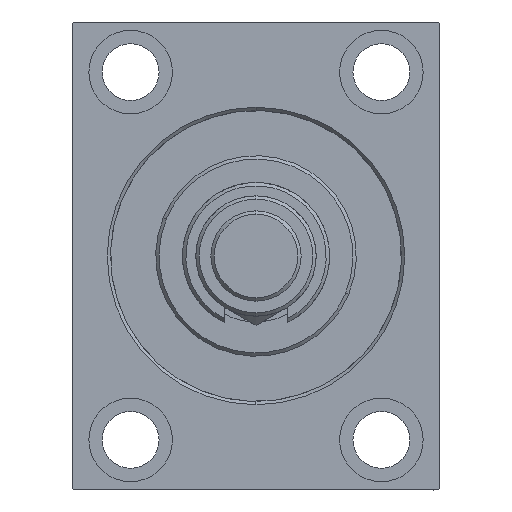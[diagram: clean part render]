
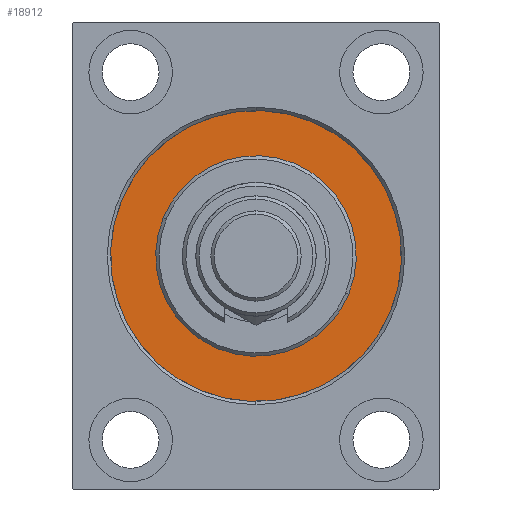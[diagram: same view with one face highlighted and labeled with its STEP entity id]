
A CAD part, left-side view. The second image highlights one B-rep face of the part: STEP entity #18912.
In plain terms, the highlighted face is planar.
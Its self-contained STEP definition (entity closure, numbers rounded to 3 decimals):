
#269 = DIRECTION ( 'NONE',  ( 1., 0., 0. ) ) ;
#1236 = PLANE ( 'NONE',  #14433 ) ;
#4448 = CIRCLE ( 'NONE', #43619, 43.5 ) ;
#6161 = DIRECTION ( 'NONE',  ( -1., 0., 0. ) ) ;
#7725 = CARTESIAN_POINT ( 'NONE',  ( 0., 0., -43.5 ) ) ;
#8315 = EDGE_CURVE ( 'NONE', #39358, #27225, #4448, .T. ) ;
#8323 = FACE_OUTER_BOUND ( 'NONE', #41813, .T. ) ;
#8738 = VERTEX_POINT ( 'NONE', #8996 ) ;
#8996 = CARTESIAN_POINT ( 'NONE',  ( 0., 0., 30. ) ) ;
#9498 = DIRECTION ( 'NONE',  ( -1., 0., 0. ) ) ;
#9934 = ORIENTED_EDGE ( 'NONE', *, *, #34080, .F. ) ;
#10392 = EDGE_CURVE ( 'NONE', #18051, #8738, #33098, .T. ) ;
#14433 = AXIS2_PLACEMENT_3D ( 'NONE', #42524, #9498, #38516 ) ;
#15311 = ORIENTED_EDGE ( 'NONE', *, *, #27067, .F. ) ;
#17667 = CIRCLE ( 'NONE', #44053, 30. ) ;
#18051 = VERTEX_POINT ( 'NONE', #38738 ) ;
#18456 = CARTESIAN_POINT ( 'NONE',  ( 0., 0., 0. ) ) ;
#18883 = DIRECTION ( 'NONE',  ( 1., 0., 0. ) ) ;
#18912 = ADVANCED_FACE ( 'NONE', ( #40659, #8323 ), #1236, .F. ) ;
#23366 = DIRECTION ( 'NONE',  ( 0., 0., -1. ) ) ;
#27067 = EDGE_CURVE ( 'NONE', #8738, #18051, #17667, .T. ) ;
#27225 = VERTEX_POINT ( 'NONE', #7725 ) ;
#28137 = DIRECTION ( 'NONE',  ( -1., 0., 0. ) ) ;
#28605 = CARTESIAN_POINT ( 'NONE',  ( 0., 0., 0. ) ) ;
#31174 = CARTESIAN_POINT ( 'NONE',  ( 0., 0., 0. ) ) ;
#31904 = CIRCLE ( 'NONE', #41713, 43.5 ) ;
#32604 = DIRECTION ( 'NONE',  ( 0., 0., 1. ) ) ;
#33098 = CIRCLE ( 'NONE', #40655, 30. ) ;
#34080 = EDGE_CURVE ( 'NONE', #27225, #39358, #31904, .T. ) ;
#35943 = DIRECTION ( 'NONE',  ( 0., 0., -1. ) ) ;
#38450 = ORIENTED_EDGE ( 'NONE', *, *, #10392, .F. ) ;
#38516 = DIRECTION ( 'NONE',  ( 0., 0., 1. ) ) ;
#38738 = CARTESIAN_POINT ( 'NONE',  ( 0., 0., -30. ) ) ;
#39091 = ORIENTED_EDGE ( 'NONE', *, *, #8315, .F. ) ;
#39358 = VERTEX_POINT ( 'NONE', #45149 ) ;
#40655 = AXIS2_PLACEMENT_3D ( 'NONE', #18456, #269, #35943 ) ;
#40659 = FACE_BOUND ( 'NONE', #41172, .T. ) ;
#41172 = EDGE_LOOP ( 'NONE', ( #15311, #38450 ) ) ;
#41713 = AXIS2_PLACEMENT_3D ( 'NONE', #28605, #28137, #32604 ) ;
#41813 = EDGE_LOOP ( 'NONE', ( #9934, #39091 ) ) ;
#42524 = CARTESIAN_POINT ( 'NONE',  ( 0., 0., 0. ) ) ;
#43198 = CARTESIAN_POINT ( 'NONE',  ( 0., 0., 0. ) ) ;
#43619 = AXIS2_PLACEMENT_3D ( 'NONE', #31174, #6161, #45582 ) ;
#44053 = AXIS2_PLACEMENT_3D ( 'NONE', #43198, #18883, #23366 ) ;
#45149 = CARTESIAN_POINT ( 'NONE',  ( 0., 0., 43.5 ) ) ;
#45582 = DIRECTION ( 'NONE',  ( 0., 0., 1. ) ) ;
